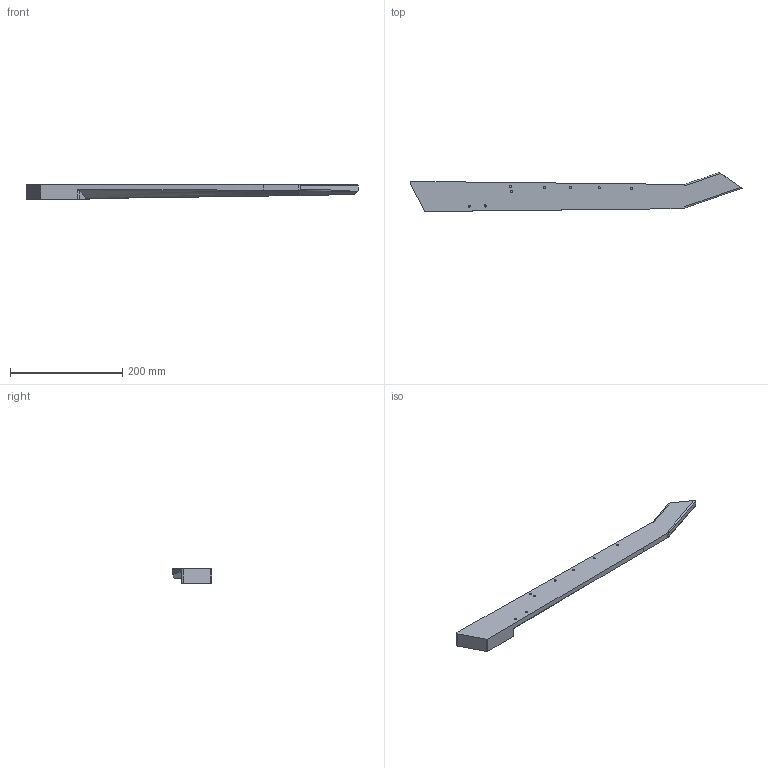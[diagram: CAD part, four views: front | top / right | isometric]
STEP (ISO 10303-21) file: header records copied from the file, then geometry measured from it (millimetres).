
FILE_DESCRIPTION(/* description */ (''),/* implementation_level */ '2;1');
FILE_NAME(/* name */ '6-string-neck.stp',/* time_stamp */ '2020-02-08T12:41:56-08:00',/* author */ ('valer'),/* organization */ (''),/* preprocessor_version */ 'ST-DEVELOPER v18',/* originating_system */ 'Autodesk Inventor 2020',/* authorisation */ '');
FILE_SCHEMA (('AUTOMOTIVE_DESIGN { 1 0 10303 214 3 1 1 }'));
Length unit declared in the file: inch
Products named in the file (1): switchback
Bounding box: 592.78 x 69.79 x 26.67 mm (x, y, z)
Volume: 506270 mm3; surface area: 73751.5 mm2
Topology: 1 solids, 1 shells, 54 faces, 134 edges, 90 vertices
Faces by surface type: plane 31, cylinder 20, bspline 3
Full cylindrical faces by diameter (mm): 3.81 x8
Entity records: 1738 total; most frequent: CARTESIAN_POINT 392, DIRECTION 269, ORIENTED_EDGE 268, EDGE_CURVE 134, AXIS2_PLACEMENT_3D 97, VERTEX_POINT 90, LINE 75, VECTOR 75
